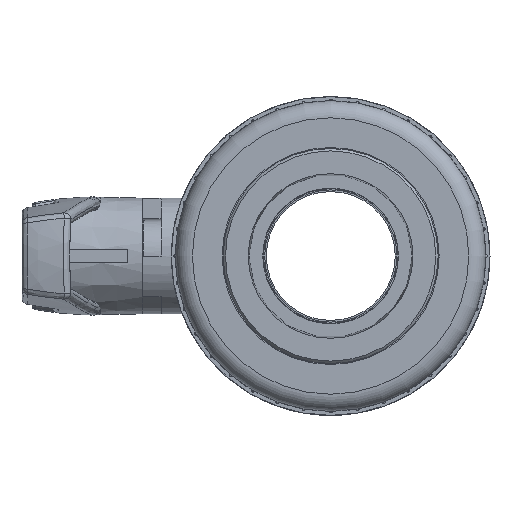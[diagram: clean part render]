
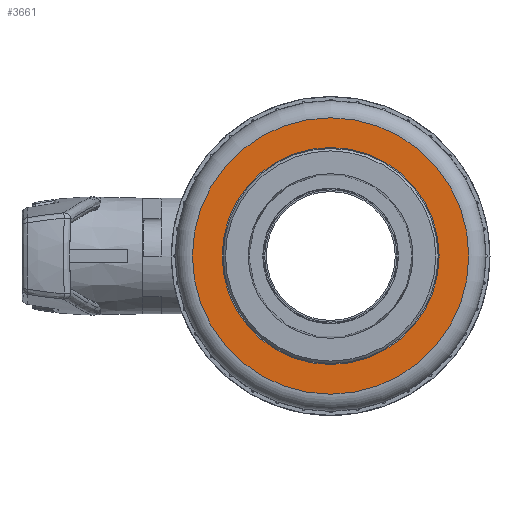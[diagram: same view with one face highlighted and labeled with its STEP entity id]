
A CAD part, left-side view. The second image highlights one B-rep face of the part: STEP entity #3661.
In plain terms, the highlighted planar face has unit normal (-1, 0, 0).
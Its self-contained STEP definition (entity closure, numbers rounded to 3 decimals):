
#3661=ADVANCED_FACE('',(#4474,#4475),#4093,.F.);
#4093=PLANE('',#14177);
#4474=FACE_BOUND('',#5245,.T.);
#4475=FACE_BOUND('',#5246,.T.);
#5245=EDGE_LOOP('',(#8403));
#5246=EDGE_LOOP('',(#8404));
#8403=ORIENTED_EDGE('',*,*,#12004,.T.);
#8404=ORIENTED_EDGE('',*,*,#12005,.T.);
#10274=VERTEX_POINT('',#33001);
#10275=VERTEX_POINT('',#33003);
#12004=EDGE_CURVE('',#10274,#10274,#12917,.T.);
#12005=EDGE_CURVE('',#10275,#10275,#12918,.T.);
#12917=CIRCLE('',#14175,61.56);
#12918=CIRCLE('',#14176,48.341);
#14175=AXIS2_PLACEMENT_3D('',#33000,#17377,#17378);
#14176=AXIS2_PLACEMENT_3D('',#33002,#17379,#17380);
#14177=AXIS2_PLACEMENT_3D('',#33004,#17381,#17382);
#17377=DIRECTION('',(-1.,0.,0.));
#17378=DIRECTION('',(0.,1.,0.));
#17379=DIRECTION('',(1.,0.,0.));
#17380=DIRECTION('',(0.,0.,-1.));
#17381=DIRECTION('',(1.,0.,0.));
#17382=DIRECTION('',(0.,-1.,0.));
#33000=CARTESIAN_POINT('',(146.958,-1.25,0.));
#33001=CARTESIAN_POINT('',(146.958,60.31,0.));
#33002=CARTESIAN_POINT('',(146.958,-1.25,0.));
#33003=CARTESIAN_POINT('',(146.958,-1.25,-48.341));
#33004=CARTESIAN_POINT('',(146.958,67.863,0.));
